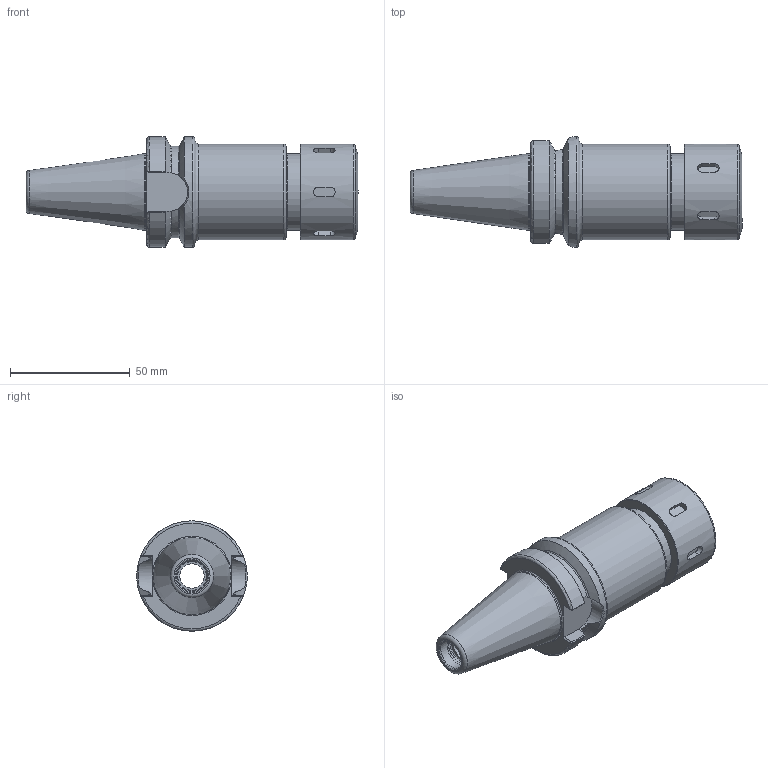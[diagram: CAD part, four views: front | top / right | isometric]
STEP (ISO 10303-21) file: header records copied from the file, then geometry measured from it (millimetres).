
FILE_DESCRIPTION(/* description */ (''),/* implementation_level */ '2;1');
FILE_NAME(/* name */ 'BT30-SX16-090.stp',/* time_stamp */ '2019-06-19T14:19:09-05:00',/* author */ ('ldfli'),/* organization */ (''),/* preprocessor_version */ 'ST-DEVELOPER v18',/* originating_system */ 'Autodesk Inventor LT',/* authorisation */ '');
FILE_SCHEMA (('AUTOMOTIVE_DESIGN { 1 0 10303 214 3 1 1 }'));
Length unit declared in the file: millimetre
Products named in the file (1): BT30-SX16-090
Bounding box: 138.4 x 46 x 46 mm (x, y, z)
Volume: 100844.7 mm3; surface area: 30267.4 mm2
Topology: 2 solids, 2 shells, 126 faces, 367 edges, 257 vertices
Faces by surface type: plane 49, cylinder 33, torus 18, cone 16, bspline 10
Full cylindrical faces by diameter (mm): 10.106 x1, 12.5 x1, 13.1 x1, 16.376 x1, 19.8 x1, 22 x1, 22.44 x1, 30.5 x1, 31.999 x1, 32 x1, 32.2 x1, 32.5 x1, 40 x2, 46 x1
Entity records: 5048 total; most frequent: CARTESIAN_POINT 1660, ORIENTED_EDGE 734, DIRECTION 682, EDGE_CURVE 367, AXIS2_PLACEMENT_3D 277, VERTEX_POINT 257, CIRCLE 160, EDGE_LOOP 142
